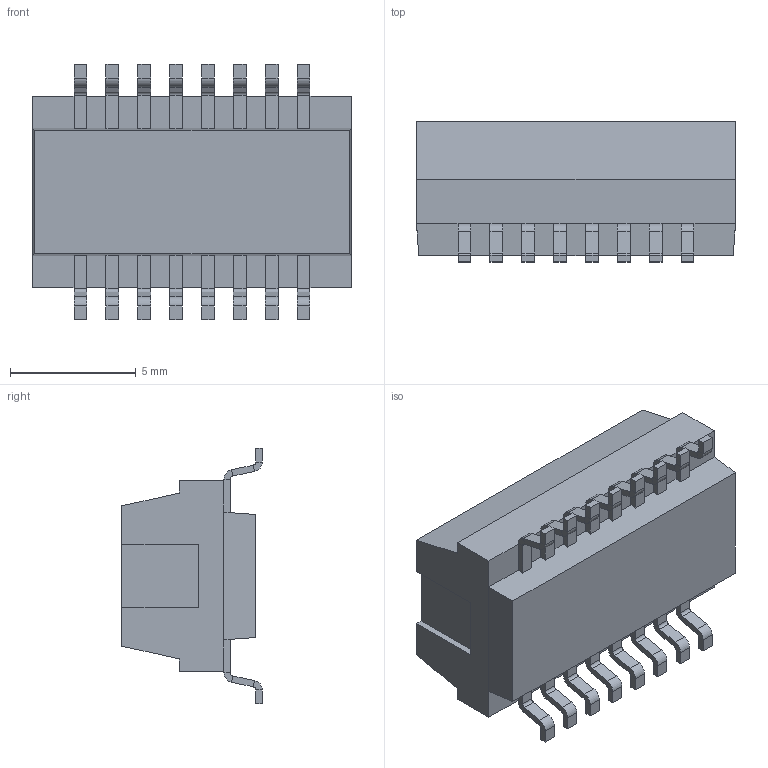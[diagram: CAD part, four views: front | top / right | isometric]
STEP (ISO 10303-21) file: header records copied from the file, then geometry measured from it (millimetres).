
FILE_DESCRIPTION (( 'STEP AP214' ), '1' );
FILE_NAME ('HR641680E.STEP', '2022-04-19T10:58:17', ( '' ), ( '' ), 'SwSTEP 2.0', 'SolidWorks 2021', '' );
FILE_SCHEMA (( 'AUTOMOTIVE_DESIGN' ));
Length unit declared in the file: inch
Products named in the file (1): HR641680E
Bounding box: 12.7 x 5.59 x 10.16 mm (x, y, z)
Volume: 432.1 mm3; surface area: 449.8 mm2
Topology: 1 solids, 1 shells, 480 faces, 1091 edges, 630 vertices
Faces by surface type: plane 389, cylinder 66, bspline 25
Entity records: 21390 total; most frequent: CARTESIAN_POINT 5187, ORIENTED_EDGE 2182, DIRECTION 2085, EDGE_CURVE 1091, LINE 909, VECTOR 909, VERTEX_POINT 630, AXIS2_PLACEMENT_3D 588
